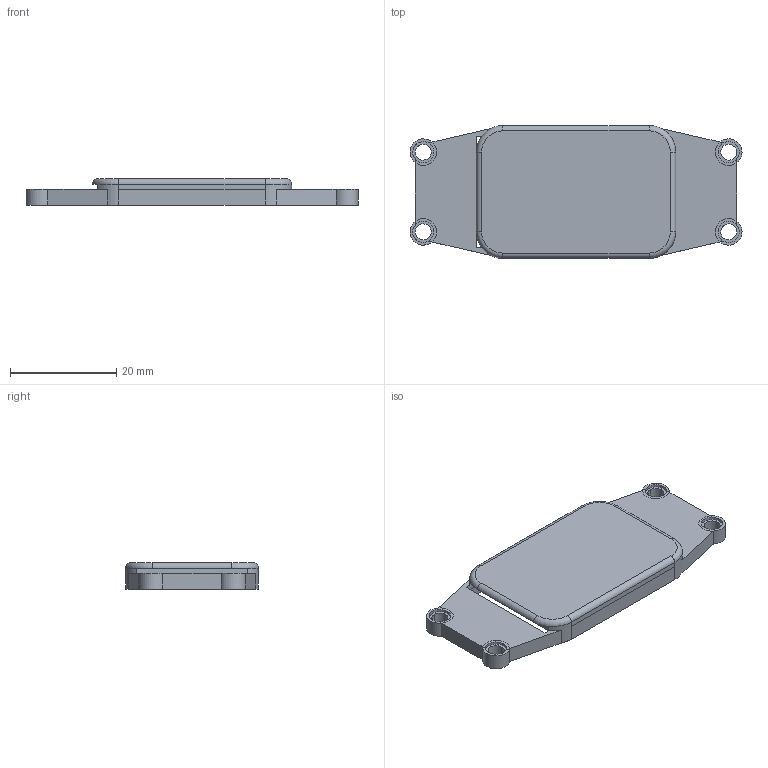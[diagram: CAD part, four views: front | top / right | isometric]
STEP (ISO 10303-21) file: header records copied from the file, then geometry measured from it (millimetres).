
FILE_DESCRIPTION(('FreeCAD Model'),'2;1');
FILE_NAME('Open CASCADE Shape Model','2023-09-28T16:24:20',(''),(''), 'Open CASCADE STEP processor 7.6','FreeCAD','Unknown');
FILE_SCHEMA(('AUTOMOTIVE_DESIGN { 1 0 10303 214 1 1 1 1 }'));
Length unit declared in the file: millimetre
Products named in the file (1): Body
Bounding box: 62.49 x 25 x 5 mm (x, y, z)
Volume: 5600.5 mm3; surface area: 3704.6 mm2
Topology: 1 solids, 1 shells, 86 faces, 216 edges, 126 vertices
Faces by surface type: plane 50, cylinder 32, torus 4
Full cylindrical faces by diameter (mm): 4 x4
Entity records: 5492 total; most frequent: CARTESIAN_POINT 1053, DIRECTION 888, LINE 448, VECTOR 448, ORIENTED_EDGE 432, PCURVE 432, DEFINITIONAL_REPRESENTATION 432, EDGE_CURVE 216
